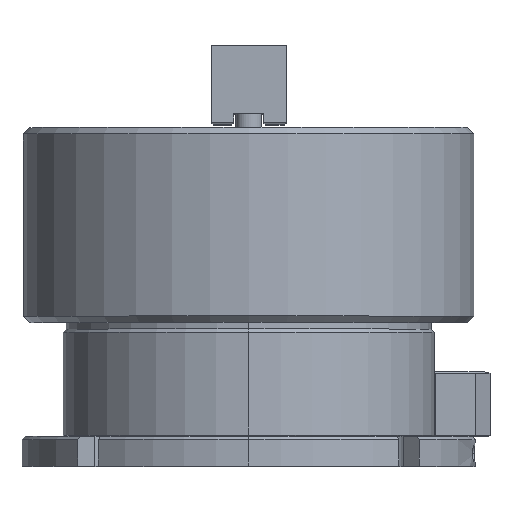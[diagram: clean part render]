
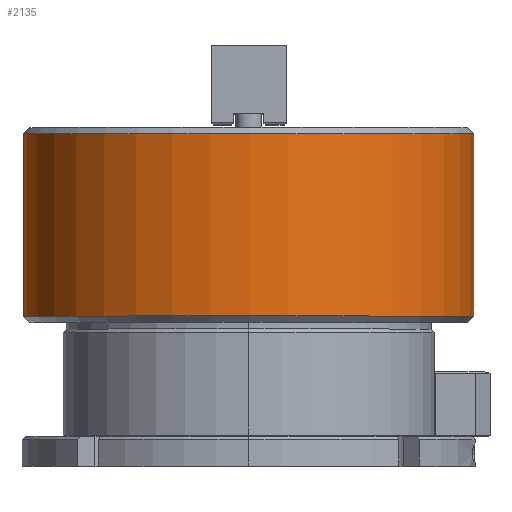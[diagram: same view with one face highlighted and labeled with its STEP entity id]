
A CAD part, top view. The second image highlights one B-rep face of the part: STEP entity #2135.
In plain terms, the highlighted cylindrical face has radius 105 mm (diameter 210 mm), a partial arc.
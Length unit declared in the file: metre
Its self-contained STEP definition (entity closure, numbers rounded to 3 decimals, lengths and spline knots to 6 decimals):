
#366 = EDGE_LOOP ( 'NONE', ( #5402, #1238, #28545, #11422 ) ) ;
#1238 = ORIENTED_EDGE ( 'NONE', *, *, #26133, .T. ) ;
#2135 = ADVANCED_FACE ( 'NONE', ( #2270 ), #16385, .T. ) ;
#2270 = FACE_OUTER_BOUND ( 'NONE', #366, .T. ) ;
#2534 = CARTESIAN_POINT ( 'NONE',  ( 0., 0., 0.105 ) ) ;
#4678 = CARTESIAN_POINT ( 'NONE',  ( -0.003, 0., -0.105 ) ) ;
#5347 = DIRECTION ( 'NONE',  ( 1., 0., 0. ) ) ;
#5402 = ORIENTED_EDGE ( 'NONE', *, *, #33131, .F. ) ;
#5587 = CIRCLE ( 'NONE', #10519, 0.105 ) ;
#7257 = EDGE_CURVE ( 'NONE', #34125, #33318, #5587, .T. ) ;
#8028 = VERTEX_POINT ( 'NONE', #11043 ) ;
#8141 = VERTEX_POINT ( 'NONE', #21369 ) ;
#10519 = AXIS2_PLACEMENT_3D ( 'NONE', #10974, #30530, #13687 ) ;
#10974 = CARTESIAN_POINT ( 'NONE',  ( -0.003, 0., 0. ) ) ;
#11043 = CARTESIAN_POINT ( 'NONE',  ( -0.088, 0., 0.105 ) ) ;
#11311 = DIRECTION ( 'NONE',  ( 0., 0., -1. ) ) ;
#11422 = ORIENTED_EDGE ( 'NONE', *, *, #7257, .T. ) ;
#13150 = DIRECTION ( 'NONE',  ( 1., 0., 0. ) ) ;
#13687 = DIRECTION ( 'NONE',  ( 0., 0., -1. ) ) ;
#16385 = CYLINDRICAL_SURFACE ( 'NONE', #16557, 0.105 ) ;
#16557 = AXIS2_PLACEMENT_3D ( 'NONE', #28203, #16985, #11311 ) ;
#16985 = DIRECTION ( 'NONE',  ( 1., 0., 0. ) ) ;
#19257 = LINE ( 'NONE', #24750, #25866 ) ;
#21369 = CARTESIAN_POINT ( 'NONE',  ( -0.088, 0., -0.105 ) ) ;
#22977 = CARTESIAN_POINT ( 'NONE',  ( -0.003, 0., 0.105 ) ) ;
#24750 = CARTESIAN_POINT ( 'NONE',  ( 0., 0., -0.105 ) ) ;
#25866 = VECTOR ( 'NONE', #27576, 1. ) ;
#26133 = EDGE_CURVE ( 'NONE', #8028, #8141, #28257, .T. ) ;
#27576 = DIRECTION ( 'NONE',  ( 1., 0., 0. ) ) ;
#28203 = CARTESIAN_POINT ( 'NONE',  ( 0., 0., 0. ) ) ;
#28233 = LINE ( 'NONE', #2534, #34897 ) ;
#28257 = CIRCLE ( 'NONE', #31111, 0.105 ) ;
#28545 = ORIENTED_EDGE ( 'NONE', *, *, #29416, .T. ) ;
#29416 = EDGE_CURVE ( 'NONE', #8141, #34125, #19257, .T. ) ;
#30001 = CARTESIAN_POINT ( 'NONE',  ( -0.088, 0., 0. ) ) ;
#30530 = DIRECTION ( 'NONE',  ( -1., 0., 0. ) ) ;
#31111 = AXIS2_PLACEMENT_3D ( 'NONE', #30001, #13150, #32843 ) ;
#32843 = DIRECTION ( 'NONE',  ( 0., 0., 1. ) ) ;
#33131 = EDGE_CURVE ( 'NONE', #8028, #33318, #28233, .T. ) ;
#33318 = VERTEX_POINT ( 'NONE', #22977 ) ;
#34125 = VERTEX_POINT ( 'NONE', #4678 ) ;
#34897 = VECTOR ( 'NONE', #5347, 1. ) ;
